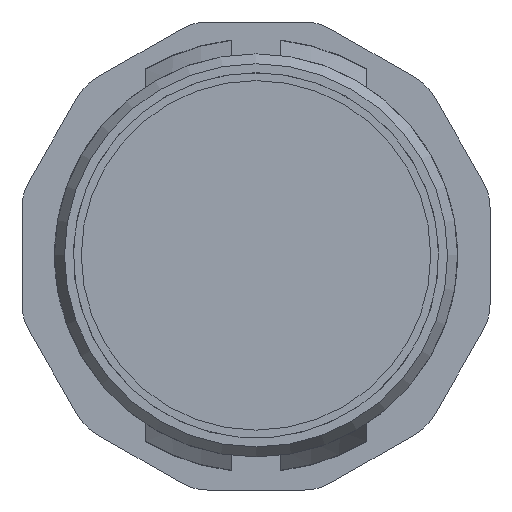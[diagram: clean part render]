
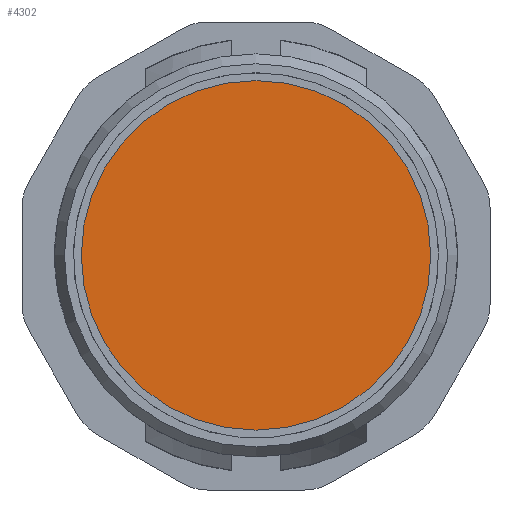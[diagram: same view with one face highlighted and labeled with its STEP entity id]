
A CAD part, front view. The second image highlights one B-rep face of the part: STEP entity #4302.
In plain terms, the highlighted planar face has unit normal (0, -1, 0).
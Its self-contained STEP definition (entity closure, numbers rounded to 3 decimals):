
#3572=CIRCLE('',#12174,27.315);
#3802=PLANE('',#12175);
#4302=ADVANCED_FACE('',(#4778),#3802,.T.);
#4778=FACE_OUTER_BOUND('',#5387,.T.);
#5387=EDGE_LOOP('',(#9133));
#9133=ORIENTED_EDGE('',*,*,#11154,.F.);
#9946=VERTEX_POINT('',#21973);
#11154=EDGE_CURVE('',#9946,#9946,#3572,.T.);
#12174=AXIS2_PLACEMENT_3D('',#21972,#14436,#14437);
#12175=AXIS2_PLACEMENT_3D('',#21974,#14438,#14439);
#14436=DIRECTION('',(0.,1.,0.));
#14437=DIRECTION('',(0.,0.,-1.));
#14438=DIRECTION('',(0.,-1.,0.));
#14439=DIRECTION('',(0.547,0.,-0.837));
#21972=CARTESIAN_POINT('',(0.,-2.,0.));
#21973=CARTESIAN_POINT('',(0.,-2.,-27.315));
#21974=CARTESIAN_POINT('',(-4.037,-2.,22.897));
